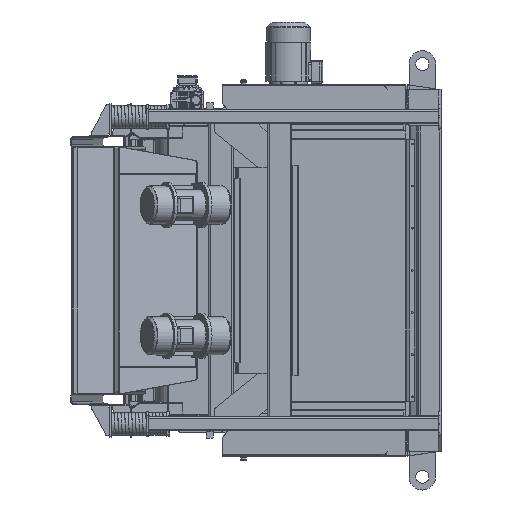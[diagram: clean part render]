
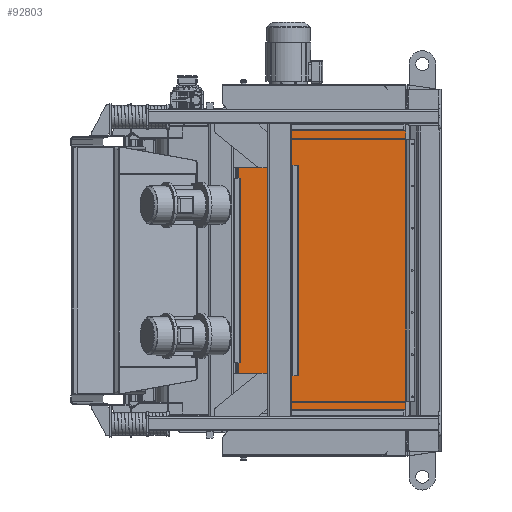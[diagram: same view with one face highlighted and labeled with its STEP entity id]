
A CAD part, left-side view. The second image highlights one B-rep face of the part: STEP entity #92803.
In plain terms, the highlighted planar face has unit normal (-1, 0, 0).
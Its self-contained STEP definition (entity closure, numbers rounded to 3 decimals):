
#7022=FACE_OUTER_BOUND('',#12697,.T.);
#12697=EDGE_LOOP('',(#74660,#74661,#74662,#74663,#74664,#74665,#74666,#74667,
#74668,#74669,#74670,#74671,#74672,#74673,#74674,#74675,#74676,#74677,#74678,
#74679));
#20384=LINE('',#176380,#29911);
#20560=LINE('',#176857,#30087);
#20561=LINE('',#176861,#30088);
#20562=LINE('',#176865,#30089);
#20563=LINE('',#176869,#30090);
#20564=LINE('',#176873,#30091);
#20565=LINE('',#176878,#30092);
#20566=LINE('',#176882,#30093);
#20567=LINE('',#176886,#30094);
#20568=LINE('',#176889,#30095);
#29911=VECTOR('',#130155,10.);
#30087=VECTOR('',#130621,10.);
#30088=VECTOR('',#130624,10.);
#30089=VECTOR('',#130627,10.);
#30090=VECTOR('',#130630,10.);
#30091=VECTOR('',#130633,10.);
#30092=VECTOR('',#130638,10.);
#30093=VECTOR('',#130641,10.);
#30094=VECTOR('',#130644,10.);
#30095=VECTOR('',#130647,10.);
#39448=VERTEX_POINT('',#176377);
#39449=VERTEX_POINT('',#176379);
#39603=VERTEX_POINT('',#176853);
#39604=VERTEX_POINT('',#176854);
#39605=VERTEX_POINT('',#176856);
#39606=VERTEX_POINT('',#176858);
#39607=VERTEX_POINT('',#176860);
#39608=VERTEX_POINT('',#176862);
#39609=VERTEX_POINT('',#176864);
#39610=VERTEX_POINT('',#176866);
#39611=VERTEX_POINT('',#176868);
#39612=VERTEX_POINT('',#176870);
#39613=VERTEX_POINT('',#176872);
#39614=VERTEX_POINT('',#176875);
#39615=VERTEX_POINT('',#176877);
#39616=VERTEX_POINT('',#176879);
#39617=VERTEX_POINT('',#176881);
#39618=VERTEX_POINT('',#176883);
#39619=VERTEX_POINT('',#176885);
#39620=VERTEX_POINT('',#176887);
#51547=EDGE_CURVE('',#39448,#39449,#20384,.T.);
#51789=EDGE_CURVE('',#39603,#39604,#102246,.T.);
#51790=EDGE_CURVE('',#39603,#39605,#20560,.T.);
#51791=EDGE_CURVE('',#39605,#39606,#102247,.T.);
#51792=EDGE_CURVE('',#39606,#39607,#20561,.T.);
#51793=EDGE_CURVE('',#39607,#39608,#102248,.T.);
#51794=EDGE_CURVE('',#39608,#39609,#20562,.T.);
#51795=EDGE_CURVE('',#39610,#39609,#102249,.T.);
#51796=EDGE_CURVE('',#39611,#39610,#20563,.T.);
#51797=EDGE_CURVE('',#39612,#39611,#102250,.T.);
#51798=EDGE_CURVE('',#39613,#39612,#20564,.T.);
#51799=EDGE_CURVE('',#39449,#39613,#102251,.T.);
#51800=EDGE_CURVE('',#39448,#39614,#102252,.T.);
#51801=EDGE_CURVE('',#39615,#39614,#20565,.T.);
#51802=EDGE_CURVE('',#39615,#39616,#102253,.T.);
#51803=EDGE_CURVE('',#39617,#39616,#20566,.T.);
#51804=EDGE_CURVE('',#39618,#39617,#102254,.T.);
#51805=EDGE_CURVE('',#39619,#39618,#20567,.T.);
#51806=EDGE_CURVE('',#39620,#39619,#102255,.T.);
#51807=EDGE_CURVE('',#39604,#39620,#20568,.T.);
#74660=ORIENTED_EDGE('',*,*,#51789,.F.);
#74661=ORIENTED_EDGE('',*,*,#51790,.T.);
#74662=ORIENTED_EDGE('',*,*,#51791,.T.);
#74663=ORIENTED_EDGE('',*,*,#51792,.T.);
#74664=ORIENTED_EDGE('',*,*,#51793,.T.);
#74665=ORIENTED_EDGE('',*,*,#51794,.T.);
#74666=ORIENTED_EDGE('',*,*,#51795,.F.);
#74667=ORIENTED_EDGE('',*,*,#51796,.F.);
#74668=ORIENTED_EDGE('',*,*,#51797,.F.);
#74669=ORIENTED_EDGE('',*,*,#51798,.F.);
#74670=ORIENTED_EDGE('',*,*,#51799,.F.);
#74671=ORIENTED_EDGE('',*,*,#51547,.F.);
#74672=ORIENTED_EDGE('',*,*,#51800,.T.);
#74673=ORIENTED_EDGE('',*,*,#51801,.F.);
#74674=ORIENTED_EDGE('',*,*,#51802,.T.);
#74675=ORIENTED_EDGE('',*,*,#51803,.F.);
#74676=ORIENTED_EDGE('',*,*,#51804,.F.);
#74677=ORIENTED_EDGE('',*,*,#51805,.F.);
#74678=ORIENTED_EDGE('',*,*,#51806,.F.);
#74679=ORIENTED_EDGE('',*,*,#51807,.F.);
#88501=PLANE('',#110188);
#92803=ADVANCED_FACE('',(#7022),#88501,.T.);
#102246=CIRCLE('',#110189,1.);
#102247=CIRCLE('',#110190,5.);
#102248=CIRCLE('',#110191,5.);
#102249=CIRCLE('',#110192,1.);
#102250=CIRCLE('',#110193,6.);
#102251=CIRCLE('',#110194,6.);
#102252=CIRCLE('',#110195,4.);
#102253=CIRCLE('',#110196,4.);
#102254=CIRCLE('',#110197,6.);
#102255=CIRCLE('',#110198,6.);
#110188=AXIS2_PLACEMENT_3D('',#176852,#130617,#130618);
#110189=AXIS2_PLACEMENT_3D('',#176855,#130619,#130620);
#110190=AXIS2_PLACEMENT_3D('',#176859,#130622,#130623);
#110191=AXIS2_PLACEMENT_3D('',#176863,#130625,#130626);
#110192=AXIS2_PLACEMENT_3D('',#176867,#130628,#130629);
#110193=AXIS2_PLACEMENT_3D('',#176871,#130631,#130632);
#110194=AXIS2_PLACEMENT_3D('',#176874,#130634,#130635);
#110195=AXIS2_PLACEMENT_3D('',#176876,#130636,#130637);
#110196=AXIS2_PLACEMENT_3D('',#176880,#130639,#130640);
#110197=AXIS2_PLACEMENT_3D('',#176884,#130642,#130643);
#110198=AXIS2_PLACEMENT_3D('',#176888,#130645,#130646);
#130155=DIRECTION('',(0.,1.,0.));
#130617=DIRECTION('center_axis',(-1.,0.,0.));
#130618=DIRECTION('ref_axis',(0.,-1.,0.));
#130619=DIRECTION('center_axis',(1.,0.,0.));
#130620=DIRECTION('ref_axis',(0.,0.707,0.707));
#130621=DIRECTION('',(0.,0.,-1.));
#130622=DIRECTION('center_axis',(1.,0.,0.));
#130623=DIRECTION('ref_axis',(0.,1.,0.));
#130624=DIRECTION('',(0.,1.,0.));
#130625=DIRECTION('center_axis',(1.,0.,0.));
#130626=DIRECTION('ref_axis',(0.,-1.,0.));
#130627=DIRECTION('',(0.,0.,1.));
#130628=DIRECTION('center_axis',(1.,0.,0.));
#130629=DIRECTION('ref_axis',(0.,-0.707,
0.707));
#130630=DIRECTION('',(0.,-1.,0.));
#130631=DIRECTION('center_axis',(1.,0.,0.));
#130632=DIRECTION('ref_axis',(0.,0.707,0.707));
#130633=DIRECTION('',(0.,0.,1.));
#130634=DIRECTION('center_axis',(1.,0.,0.));
#130635=DIRECTION('ref_axis',(0.,0.707,-0.707));
#130636=DIRECTION('center_axis',(1.,0.,0.));
#130637=DIRECTION('ref_axis',(0.,-1.,0.));
#130638=DIRECTION('',(0.,1.,0.));
#130639=DIRECTION('center_axis',(1.,0.,0.));
#130640=DIRECTION('ref_axis',(0.,1.,0.));
#130641=DIRECTION('',(0.,1.,0.));
#130642=DIRECTION('center_axis',(1.,0.,0.));
#130643=DIRECTION('ref_axis',(0.,-0.707,
-0.707));
#130644=DIRECTION('',(0.,0.,-1.));
#130645=DIRECTION('center_axis',(1.,0.,0.));
#130646=DIRECTION('ref_axis',(0.,-0.707,
0.707));
#130647=DIRECTION('',(0.,-1.,0.));
#176377=CARTESIAN_POINT('',(-144.,753.,-1124.926));
#176379=CARTESIAN_POINT('',(-144.,789.,-1124.926));
#176380=CARTESIAN_POINT('',(-144.,-795.,-1124.926));
#176852=CARTESIAN_POINT('Origin',(-144.,0.,
-643.426));
#176853=CARTESIAN_POINT('',(-144.,-751.,-162.926));
#176854=CARTESIAN_POINT('',(-144.,-752.,-161.926));
#176855=CARTESIAN_POINT('Origin',(-144.,-752.,-162.926));
#176856=CARTESIAN_POINT('',(-144.,-751.,-169.926));
#176857=CARTESIAN_POINT('',(-144.,-751.,-406.676));
#176858=CARTESIAN_POINT('',(-144.,-741.,-169.926));
#176859=CARTESIAN_POINT('Origin',(-144.,-746.,-169.926));
#176860=CARTESIAN_POINT('',(-144.,741.,-169.926));
#176861=CARTESIAN_POINT('',(-144.,370.5,-169.926));
#176862=CARTESIAN_POINT('',(-144.,751.,-169.926));
#176863=CARTESIAN_POINT('Origin',(-144.,746.,-169.926));
#176864=CARTESIAN_POINT('',(-144.,751.,-162.926));
#176865=CARTESIAN_POINT('',(-144.,751.,-402.676));
#176866=CARTESIAN_POINT('',(-144.,752.,-161.926));
#176867=CARTESIAN_POINT('Origin',(-144.,752.,-162.926));
#176868=CARTESIAN_POINT('',(-144.,789.,-161.926));
#176869=CARTESIAN_POINT('',(-144.,795.,-161.926));
#176870=CARTESIAN_POINT('',(-144.,795.,-167.926));
#176871=CARTESIAN_POINT('Origin',(-144.,789.,-167.926));
#176872=CARTESIAN_POINT('',(-144.,795.,-1118.926));
#176873=CARTESIAN_POINT('',(-144.,795.,-1124.926));
#176874=CARTESIAN_POINT('Origin',(-144.,789.,-1118.926));
#176875=CARTESIAN_POINT('',(-144.,745.,-1124.926));
#176876=CARTESIAN_POINT('Origin',(-144.,749.,-1124.926));
#176877=CARTESIAN_POINT('',(-144.,-745.,-1124.926));
#176878=CARTESIAN_POINT('',(-144.,-795.,-1124.926));
#176879=CARTESIAN_POINT('',(-144.,-753.,-1124.926));
#176880=CARTESIAN_POINT('Origin',(-144.,-749.,-1124.926));
#176881=CARTESIAN_POINT('',(-144.,-789.,-1124.926));
#176882=CARTESIAN_POINT('',(-144.,-795.,-1124.926));
#176883=CARTESIAN_POINT('',(-144.,-795.,-1118.926));
#176884=CARTESIAN_POINT('Origin',(-144.,-789.,-1118.926));
#176885=CARTESIAN_POINT('',(-144.,-795.,-167.926));
#176886=CARTESIAN_POINT('',(-144.,-795.,-161.926));
#176887=CARTESIAN_POINT('',(-144.,-789.,-161.926));
#176888=CARTESIAN_POINT('Origin',(-144.,-789.,-167.926));
#176889=CARTESIAN_POINT('',(-144.,795.,-161.926));
